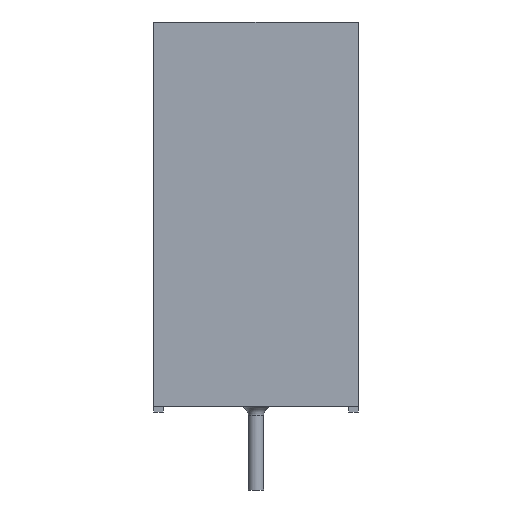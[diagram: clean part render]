
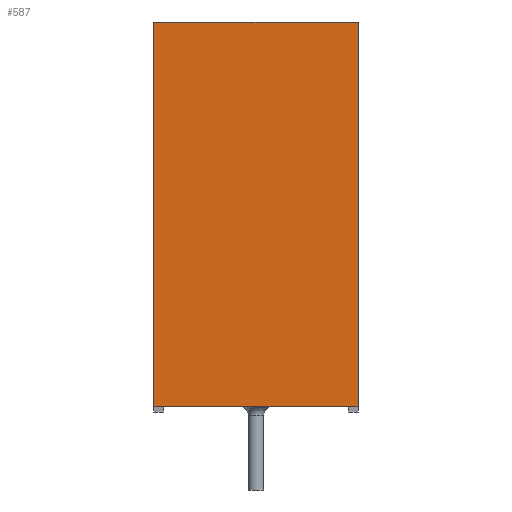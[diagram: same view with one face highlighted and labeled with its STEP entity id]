
A CAD part, left-side view. The second image highlights one B-rep face of the part: STEP entity #587.
In plain terms, the highlighted planar face has unit normal (-1, 0, 0).
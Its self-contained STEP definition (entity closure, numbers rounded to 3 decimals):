
#587 = ADVANCED_FACE( '', ( #1268 ), #1269, .F. );
#1268 = FACE_OUTER_BOUND( '', #2040, .T. );
#1269 = PLANE( '', #2041 );
#2040 = EDGE_LOOP( '', ( #4333, #4334, #4335, #4336 ) );
#2041 = AXIS2_PLACEMENT_3D( '', #4337, #4338, #4339 );
#4333 = ORIENTED_EDGE( '', *, *, #5653, .T. );
#4334 = ORIENTED_EDGE( '', *, *, #4978, .F. );
#4335 = ORIENTED_EDGE( '', *, *, #5082, .F. );
#4336 = ORIENTED_EDGE( '', *, *, #5555, .T. );
#4337 = CARTESIAN_POINT( '', ( -15.5, -5.25, 9.85 ) );
#4338 = DIRECTION( '', ( 1., 0., 0. ) );
#4339 = DIRECTION( '', ( 0., 0., -1. ) );
#4978 = EDGE_CURVE( '', #5794, #5796, #5797, .T. );
#5082 = EDGE_CURVE( '', #5987, #5794, #5988, .T. );
#5555 = EDGE_CURVE( '', #5987, #6706, #6708, .T. );
#5653 = EDGE_CURVE( '', #6706, #5796, #6818, .T. );
#5794 = VERTEX_POINT( '', #7091 );
#5796 = VERTEX_POINT( '', #7094 );
#5797 = LINE( '', #7095, #7096 );
#5987 = VERTEX_POINT( '', #7637 );
#5988 = LINE( '', #7638, #7639 );
#6706 = VERTEX_POINT( '', #9738 );
#6708 = LINE( '', #9741, #9742 );
#6818 = LINE( '', #9987, #9988 );
#7091 = CARTESIAN_POINT( '', ( -15.5, -5.25, -9.85 ) );
#7094 = CARTESIAN_POINT( '', ( -15.5, 5.25, -9.85 ) );
#7095 = CARTESIAN_POINT( '', ( -15.5, -5.25, -9.85 ) );
#7096 = VECTOR( '', #10159, 1000. );
#7637 = CARTESIAN_POINT( '', ( -15.5, -5.25, 9.85 ) );
#7638 = CARTESIAN_POINT( '', ( -15.5, -5.25, 9.85 ) );
#7639 = VECTOR( '', #10230, 1000. );
#9738 = CARTESIAN_POINT( '', ( -15.5, 5.25, 9.85 ) );
#9741 = CARTESIAN_POINT( '', ( -15.5, -5.25, 9.85 ) );
#9742 = VECTOR( '', #10436, 1000. );
#9987 = CARTESIAN_POINT( '', ( -15.5, 5.25, 9.85 ) );
#9988 = VECTOR( '', #10474, 1000. );
#10159 = DIRECTION( '', ( 0., 1., 0. ) );
#10230 = DIRECTION( '', ( 0., 0., -1. ) );
#10436 = DIRECTION( '', ( 0., 1., 0. ) );
#10474 = DIRECTION( '', ( 0., 0., -1. ) );
